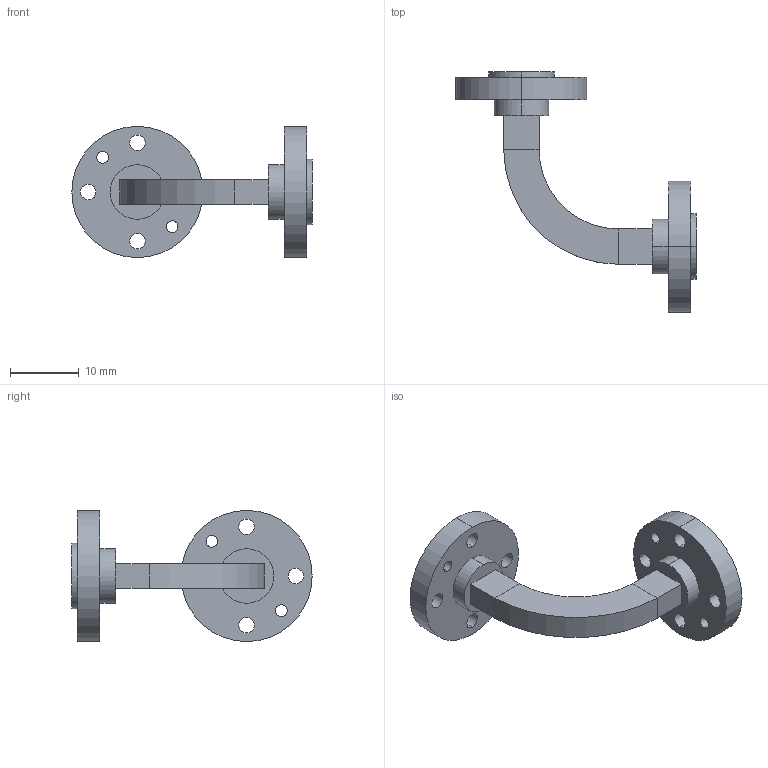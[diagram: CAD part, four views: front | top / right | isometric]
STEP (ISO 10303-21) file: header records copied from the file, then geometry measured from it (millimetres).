
FILE_DESCRIPTION (( 'STEP AP203' ), '1' );
FILE_NAME ('SMF-15HB-001A_3D.STEP', '2022-03-31T10:36:36', ( '' ), ( '' ), 'SwSTEP 2.0', 'SolidWorks 2021', '' );
FILE_SCHEMA (( 'CONFIG_CONTROL_DESIGN' ));
Length unit declared in the file: inch
Products named in the file (3): SMF-15HB-001A_FLANGE; SMF-15HB-001A_WR15; SMF-15HB-001A_3D
Assembly tree (3 placements, depth 2):
  SMF-15HB-001A_3D
    SMF-15HB-001A_WR15
    SMF-15HB-001A_FLANGE  x2
Bounding box: 34.92 x 34.92 x 19.05 mm (x, y, z)
Volume: 2333.2 mm3; surface area: 2921.3 mm2
Topology: 3 solids, 3 shells, 90 faces, 212 edges, 136 vertices
Faces by surface type: cylinder 48, plane 42
Entity records: 2017 total; most frequent: DIRECTION 314, CARTESIAN_POINT 282, ORIENTED_EDGE 268, EDGE_CURVE 134, AXIS2_PLACEMENT_3D 116, VERTEX_POINT 84, VECTOR 82, LINE 82
